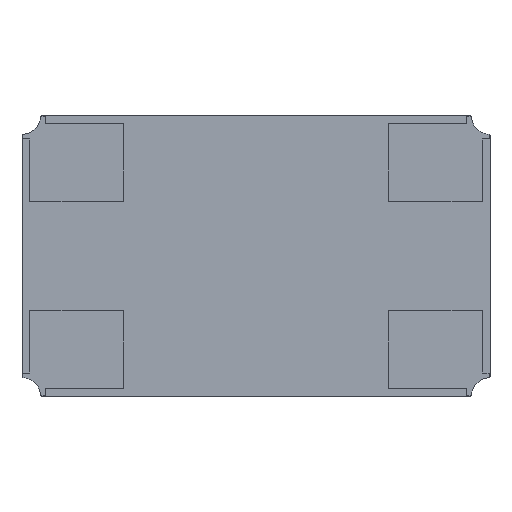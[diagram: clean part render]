
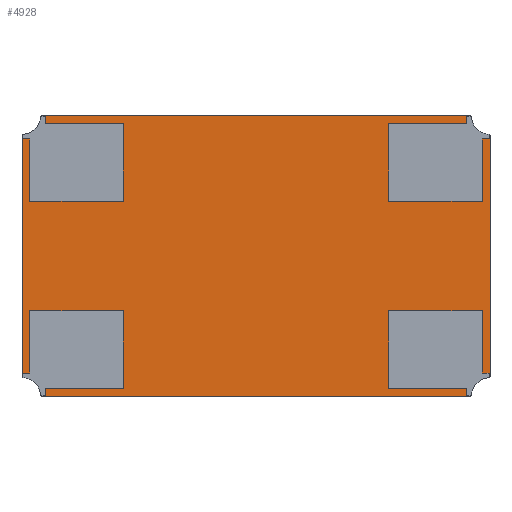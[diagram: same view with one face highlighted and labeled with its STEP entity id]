
A CAD part, front view. The second image highlights one B-rep face of the part: STEP entity #4928.
In plain terms, the highlighted face is planar.
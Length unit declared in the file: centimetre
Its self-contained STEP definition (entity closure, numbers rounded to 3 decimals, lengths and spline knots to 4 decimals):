
#4 = CARTESIAN_POINT ( 'NONE',  ( 0.275, -0.18, 0.001 ) ) ;
#499 = EDGE_CURVE ( 'NONE', #1759, #911, #12344, .T. ) ;
#911 = VERTEX_POINT ( 'NONE', #6837 ) ;
#1070 = VECTOR ( 'NONE', #6374, 100. ) ;
#1391 = AXIS2_PLACEMENT_3D ( 'NONE', #10682, #4226, #11784 ) ;
#1579 = EDGE_CURVE ( 'NONE', #7254, #10239, #9715, .T. ) ;
#1589 = CARTESIAN_POINT ( 'NONE',  ( -0.275, -0.18, 0.001 ) ) ;
#1759 = VERTEX_POINT ( 'NONE', #2333 ) ;
#2226 = DIRECTION ( 'NONE',  ( 0., 0., 1. ) ) ;
#2333 = CARTESIAN_POINT ( 'NONE',  ( -0.3, 0.155, 0.001 ) ) ;
#2424 = ORIENTED_EDGE ( 'NONE', *, *, #8936, .T. ) ;
#2609 = CARTESIAN_POINT ( 'NONE',  ( 0.3, -0.155, 0.001 ) ) ;
#2616 = FACE_OUTER_BOUND ( 'NONE', #6591, .T. ) ;
#2791 = VECTOR ( 'NONE', #4507, 100. ) ;
#3052 = CARTESIAN_POINT ( 'NONE',  ( 0., 0., 0.001 ) ) ;
#3412 = CARTESIAN_POINT ( 'NONE',  ( 0., -0.18, 0.001 ) ) ;
#3710 = VERTEX_POINT ( 'NONE', #2609 ) ;
#3783 = VECTOR ( 'NONE', #5157, 100. ) ;
#4088 = CARTESIAN_POINT ( 'NONE',  ( 0.3, 0., 0.001 ) ) ;
#4119 = ORIENTED_EDGE ( 'NONE', *, *, #6644, .F. ) ;
#4142 = DIRECTION ( 'NONE',  ( 0., -1., 0. ) ) ;
#4226 = DIRECTION ( 'NONE',  ( 0., 0., -1. ) ) ;
#4257 = ORIENTED_EDGE ( 'NONE', *, *, #5902, .T. ) ;
#4340 = AXIS2_PLACEMENT_3D ( 'NONE', #8736, #2226, #9821 ) ;
#4507 = DIRECTION ( 'NONE',  ( 1., 0., 0. ) ) ;
#4622 = CARTESIAN_POINT ( 'NONE',  ( 0.275, 0.18, 0.001 ) ) ;
#4914 = CIRCLE ( 'NONE', #4340, 0.025 ) ;
#4928 = ADVANCED_FACE ( 'NONE', ( #2616 ), #5154, .F. ) ;
#4932 = CARTESIAN_POINT ( 'NONE',  ( 0.3, 0.18, 0.001 ) ) ;
#4958 = EDGE_CURVE ( 'NONE', #8795, #3710, #11410, .T. ) ;
#5154 = PLANE ( 'NONE',  #12505 ) ;
#5157 = DIRECTION ( 'NONE',  ( 0., 1., 0. ) ) ;
#5606 = ORIENTED_EDGE ( 'NONE', *, *, #12433, .F. ) ;
#5687 = LINE ( 'NONE', #3412, #2791 ) ;
#5718 = VERTEX_POINT ( 'NONE', #13391 ) ;
#5744 = CARTESIAN_POINT ( 'NONE',  ( -0.3, 0.18, 0.001 ) ) ;
#5902 = EDGE_CURVE ( 'NONE', #7254, #5718, #12599, .T. ) ;
#6040 = DIRECTION ( 'NONE',  ( 1., 0., 0. ) ) ;
#6082 = DIRECTION ( 'NONE',  ( 0., -1., 0. ) ) ;
#6292 = VERTEX_POINT ( 'NONE', #1589 ) ;
#6374 = DIRECTION ( 'NONE',  ( -1., 0., 0. ) ) ;
#6393 = ORIENTED_EDGE ( 'NONE', *, *, #1579, .F. ) ;
#6591 = EDGE_LOOP ( 'NONE', ( #5606, #10542, #4119, #6623, #12694, #2424, #6393, #4257 ) ) ;
#6601 = VECTOR ( 'NONE', #6082, 100. ) ;
#6623 = ORIENTED_EDGE ( 'NONE', *, *, #7456, .T. ) ;
#6644 = EDGE_CURVE ( 'NONE', #6292, #8795, #5687, .T. ) ;
#6668 = LINE ( 'NONE', #4088, #3783 ) ;
#6835 = DIRECTION ( 'NONE',  ( 1., 0., 0. ) ) ;
#6837 = CARTESIAN_POINT ( 'NONE',  ( -0.3, -0.155, 0.001 ) ) ;
#6925 = CIRCLE ( 'NONE', #10847, 0.025 ) ;
#7254 = VERTEX_POINT ( 'NONE', #4622 ) ;
#7456 = EDGE_CURVE ( 'NONE', #6292, #911, #4914, .T. ) ;
#8199 = AXIS2_PLACEMENT_3D ( 'NONE', #4932, #12518, #6040 ) ;
#8736 = CARTESIAN_POINT ( 'NONE',  ( -0.3, -0.18, 0.001 ) ) ;
#8795 = VERTEX_POINT ( 'NONE', #4 ) ;
#8936 = EDGE_CURVE ( 'NONE', #1759, #10239, #6925, .T. ) ;
#9399 = CARTESIAN_POINT ( 'NONE',  ( -0.3, 0., 0.001 ) ) ;
#9715 = LINE ( 'NONE', #11757, #1070 ) ;
#9821 = DIRECTION ( 'NONE',  ( 1., 0., 0. ) ) ;
#10239 = VERTEX_POINT ( 'NONE', #11428 ) ;
#10542 = ORIENTED_EDGE ( 'NONE', *, *, #4958, .F. ) ;
#10583 = DIRECTION ( 'NONE',  ( 0., 0., 1. ) ) ;
#10682 = CARTESIAN_POINT ( 'NONE',  ( 0.3, -0.18, 0.001 ) ) ;
#10847 = AXIS2_PLACEMENT_3D ( 'NONE', #5744, #13296, #6835 ) ;
#11410 = CIRCLE ( 'NONE', #1391, 0.025 ) ;
#11428 = CARTESIAN_POINT ( 'NONE',  ( -0.275, 0.18, 0.001 ) ) ;
#11757 = CARTESIAN_POINT ( 'NONE',  ( 0., 0.18, 0.001 ) ) ;
#11784 = DIRECTION ( 'NONE',  ( 1., 0., 0. ) ) ;
#12344 = LINE ( 'NONE', #9399, #6601 ) ;
#12433 = EDGE_CURVE ( 'NONE', #3710, #5718, #6668, .T. ) ;
#12505 = AXIS2_PLACEMENT_3D ( 'NONE', #3052, #10583, #4142 ) ;
#12518 = DIRECTION ( 'NONE',  ( 0., 0., 1. ) ) ;
#12599 = CIRCLE ( 'NONE', #8199, 0.025 ) ;
#12694 = ORIENTED_EDGE ( 'NONE', *, *, #499, .F. ) ;
#13296 = DIRECTION ( 'NONE',  ( 0., 0., 1. ) ) ;
#13391 = CARTESIAN_POINT ( 'NONE',  ( 0.3, 0.155, 0.001 ) ) ;
